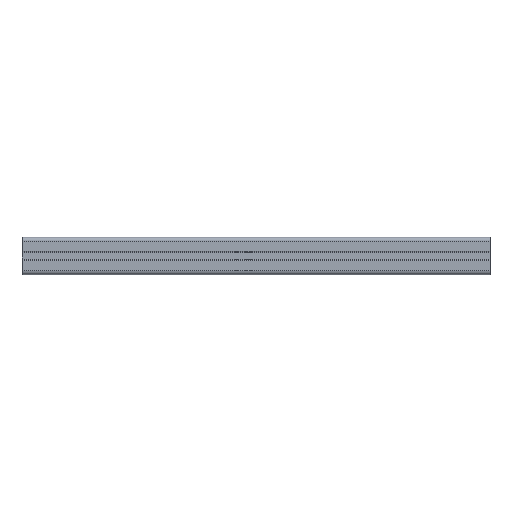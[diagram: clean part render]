
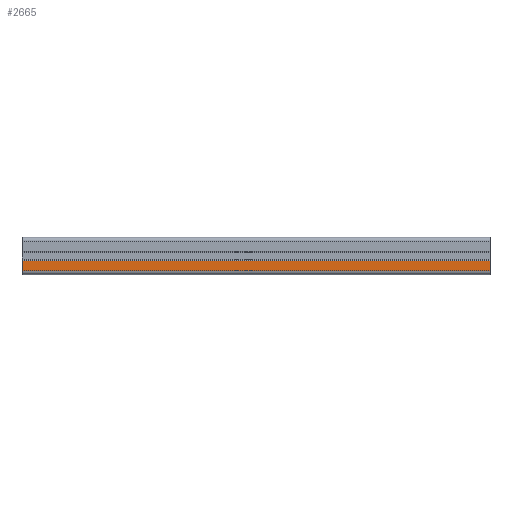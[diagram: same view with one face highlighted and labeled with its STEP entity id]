
A CAD part, top view. The second image highlights one B-rep face of the part: STEP entity #2665.
In plain terms, the highlighted planar face has unit normal (0, 0, 1).
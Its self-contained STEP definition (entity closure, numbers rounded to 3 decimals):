
#499 = DIRECTION ( 'NONE',  ( 0., -1., 0. ) ) ;
#557 = LINE ( 'NONE', #578, #2355 ) ;
#578 = CARTESIAN_POINT ( 'NONE',  ( 0., -4.892, 1519.889 ) ) ;
#602 = LINE ( 'NONE', #2586, #2592 ) ;
#611 = AXIS2_PLACEMENT_3D ( 'NONE', #1080, #3066, #1397 ) ;
#620 = ORIENTED_EDGE ( 'NONE', *, *, #3337, .F. ) ;
#666 = VECTOR ( 'NONE', #3526, 1000. ) ;
#697 = EDGE_CURVE ( 'NONE', #706, #2047, #602, .T. ) ;
#706 = VERTEX_POINT ( 'NONE', #3134 ) ;
#768 = ORIENTED_EDGE ( 'NONE', *, *, #697, .T. ) ;
#887 = DIRECTION ( 'NONE',  ( -1., 0., 0. ) ) ;
#1080 = CARTESIAN_POINT ( 'NONE',  ( 500., -4.892, 1519.889 ) ) ;
#1225 = LINE ( 'NONE', #1276, #666 ) ;
#1276 = CARTESIAN_POINT ( 'NONE',  ( 500., -4.892, 1519.889 ) ) ;
#1397 = DIRECTION ( 'NONE',  ( -1., 0., 0. ) ) ;
#1425 = VERTEX_POINT ( 'NONE', #3202 ) ;
#1459 = ORIENTED_EDGE ( 'NONE', *, *, #2599, .T. ) ;
#1924 = FACE_OUTER_BOUND ( 'NONE', #2798, .T. ) ;
#2047 = VERTEX_POINT ( 'NONE', #2660 ) ;
#2355 = VECTOR ( 'NONE', #499, 1000. ) ;
#2431 = CARTESIAN_POINT ( 'NONE',  ( 500., -15.892, 1519.889 ) ) ;
#2489 = DIRECTION ( 'NONE',  ( -1., 0., 0. ) ) ;
#2492 = VERTEX_POINT ( 'NONE', #2916 ) ;
#2545 = VECTOR ( 'NONE', #2489, 1000. ) ;
#2580 = ORIENTED_EDGE ( 'NONE', *, *, #2935, .F. ) ;
#2586 = CARTESIAN_POINT ( 'NONE',  ( 500., -4.892, 1519.889 ) ) ;
#2592 = VECTOR ( 'NONE', #887, 1000. ) ;
#2599 = EDGE_CURVE ( 'NONE', #2047, #1425, #557, .T. ) ;
#2660 = CARTESIAN_POINT ( 'NONE',  ( 0., -4.892, 1519.889 ) ) ;
#2665 = ADVANCED_FACE ( 'NONE', ( #1924 ), #3585, .F. ) ;
#2798 = EDGE_LOOP ( 'NONE', ( #1459, #620, #2580, #768 ) ) ;
#2916 = CARTESIAN_POINT ( 'NONE',  ( 500., -15.892, 1519.889 ) ) ;
#2935 = EDGE_CURVE ( 'NONE', #706, #2492, #1225, .T. ) ;
#3066 = DIRECTION ( 'NONE',  ( 0., 0., -1. ) ) ;
#3134 = CARTESIAN_POINT ( 'NONE',  ( 500., -4.892, 1519.889 ) ) ;
#3202 = CARTESIAN_POINT ( 'NONE',  ( 0., -15.892, 1519.889 ) ) ;
#3288 = LINE ( 'NONE', #2431, #2545 ) ;
#3337 = EDGE_CURVE ( 'NONE', #2492, #1425, #3288, .T. ) ;
#3526 = DIRECTION ( 'NONE',  ( 0., -1., 0. ) ) ;
#3585 = PLANE ( 'NONE',  #611 ) ;
